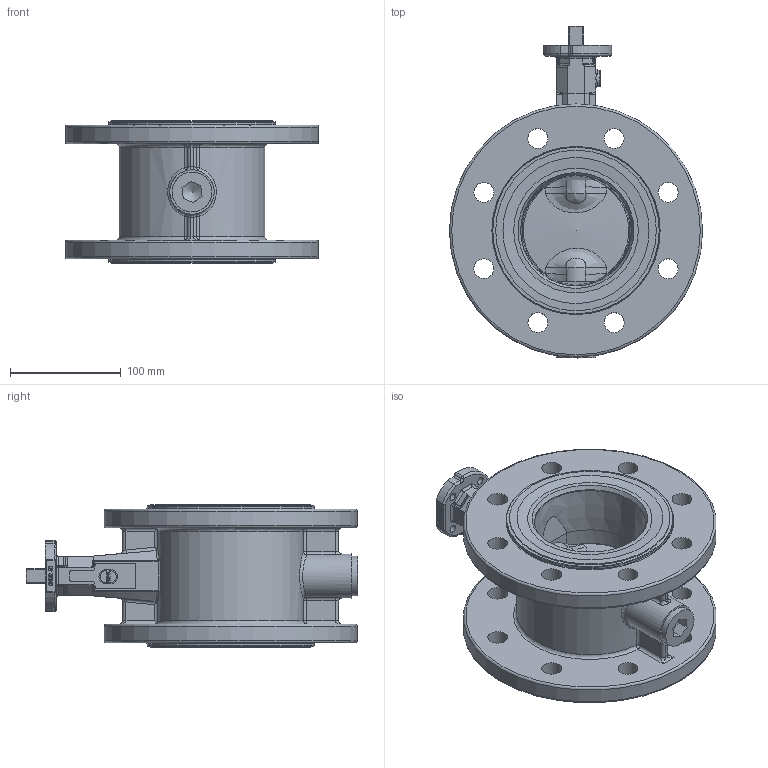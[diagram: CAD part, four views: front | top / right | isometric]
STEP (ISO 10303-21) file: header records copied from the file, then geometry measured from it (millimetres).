
FILE_DESCRIPTION((''),'2;1');
FILE_NAME('F012-A-DN100.stp','2007-09-27T09:05:15',('hellwig'),(''),'Autodesk Inventor 11','Autodesk Inventor 11','');
FILE_SCHEMA(('AUTOMOTIVE_DESIGN { 1 0 10303 214 1 1 1 1 }'));
Length unit declared in the file: millimetre
Products named in the file (1): Bauteil1
Bounding box: 228.6 x 299.77 x 129 mm (x, y, z)
Volume: 1916569.4 mm3; surface area: 299939.4 mm2
Topology: 1 solids, 6 shells, 693 faces, 1737 edges, 1091 vertices
Faces by surface type: plane 236, bspline 223, cylinder 162, cone 40, torus 30, sphere 2
Full cylindrical faces by diameter (mm): 4 x1, 6 x1, 7 x4, 15 x1, 16.2 x3, 18 x24, 18.18 x3, 24.95 x3, 30 x1, 36 x1, 40 x1, 145 x1, 150.9 x1, 228.6 x2
Entity records: 30385 total; most frequent: CARTESIAN_POINT 15755, ORIENTED_EDGE 3110, DIRECTION 2597, EDGE_CURVE 1555, VERTEX_POINT 1046, AXIS2_PLACEMENT_3D 970, EDGE_LOOP 917, FACE_OUTER_BOUND 693
